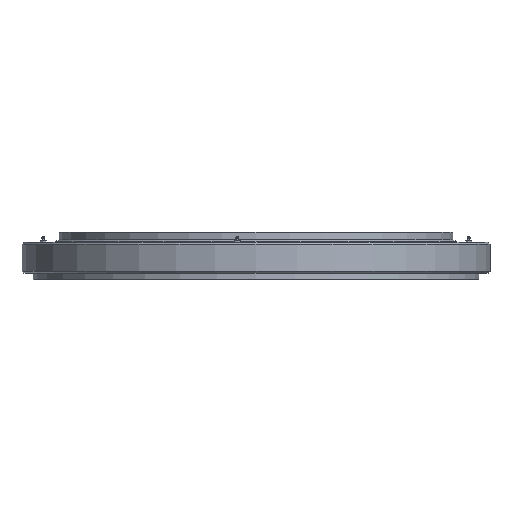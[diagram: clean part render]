
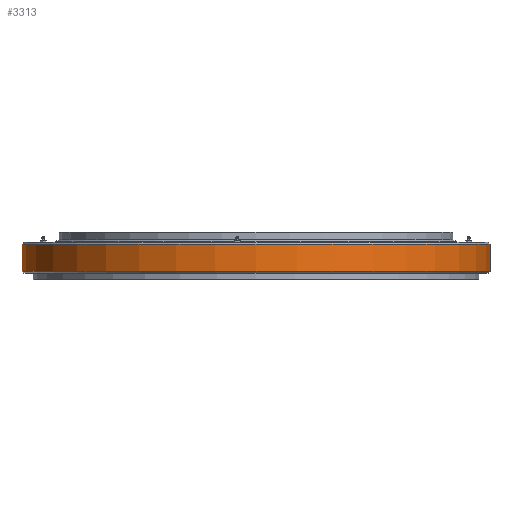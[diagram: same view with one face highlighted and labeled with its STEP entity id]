
A CAD part, front view. The second image highlights one B-rep face of the part: STEP entity #3313.
In plain terms, the highlighted cylindrical face has radius 489.5 mm (diameter 979 mm), a full revolution.
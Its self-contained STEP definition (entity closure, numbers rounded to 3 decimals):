
#66 = DIRECTION ( 'NONE',  ( 0., 0., 1. ) ) ;
#662 = DIRECTION ( 'NONE',  ( 1., 0., 0. ) ) ;
#886 = EDGE_CURVE ( 'NONE', #5002, #5002, #1549, .T. ) ;
#1124 = DIRECTION ( 'NONE',  ( 1., 0., 0. ) ) ;
#1213 = ORIENTED_EDGE ( 'NONE', *, *, #2291, .T. ) ;
#1272 = ORIENTED_EDGE ( 'NONE', *, *, #886, .T. ) ;
#1318 = DIRECTION ( 'NONE',  ( 1., 0., 0. ) ) ;
#1549 = CIRCLE ( 'NONE', #1641, 489.5 ) ;
#1641 = AXIS2_PLACEMENT_3D ( 'NONE', #5056, #3519, #1318 ) ;
#2291 = EDGE_CURVE ( 'NONE', #4585, #4585, #4812, .T. ) ;
#3008 = AXIS2_PLACEMENT_3D ( 'NONE', #5536, #5495, #662 ) ;
#3188 = EDGE_LOOP ( 'NONE', ( #1272 ) ) ;
#3203 = CARTESIAN_POINT ( 'NONE',  ( 0., 0., 0. ) ) ;
#3313 = ADVANCED_FACE ( 'NONE', ( #3450, #6599 ), #4536, .T. ) ;
#3450 = FACE_OUTER_BOUND ( 'NONE', #3188, .T. ) ;
#3519 = DIRECTION ( 'NONE',  ( 0., 0., -1. ) ) ;
#4536 = CYLINDRICAL_SURFACE ( 'NONE', #5097, 489.5 ) ;
#4585 = VERTEX_POINT ( 'NONE', #5440 ) ;
#4812 = CIRCLE ( 'NONE', #3008, 489.5 ) ;
#5002 = VERTEX_POINT ( 'NONE', #6499 ) ;
#5056 = CARTESIAN_POINT ( 'NONE',  ( 0., 0., 30.5 ) ) ;
#5097 = AXIS2_PLACEMENT_3D ( 'NONE', #3203, #66, #1124 ) ;
#5381 = EDGE_LOOP ( 'NONE', ( #1213 ) ) ;
#5440 = CARTESIAN_POINT ( 'NONE',  ( 489.5, 0., -26.5 ) ) ;
#5495 = DIRECTION ( 'NONE',  ( 0., 0., 1. ) ) ;
#5536 = CARTESIAN_POINT ( 'NONE',  ( 0., 0., -26.5 ) ) ;
#6499 = CARTESIAN_POINT ( 'NONE',  ( 489.5, 0., 30.5 ) ) ;
#6599 = FACE_OUTER_BOUND ( 'NONE', #5381, .T. ) ;
